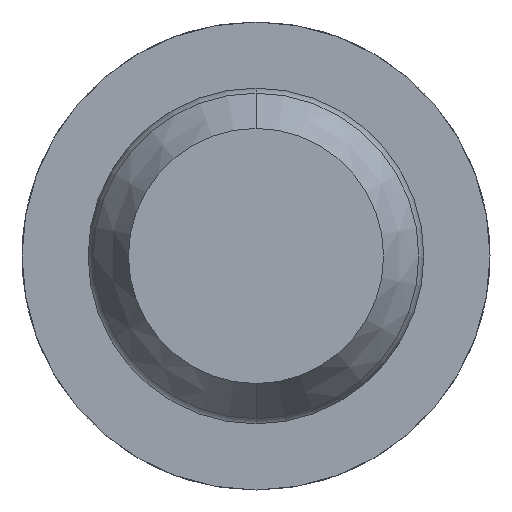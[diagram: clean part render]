
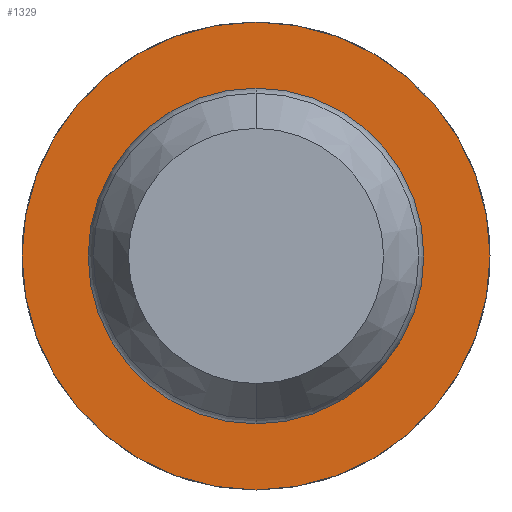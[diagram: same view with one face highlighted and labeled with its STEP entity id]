
A CAD part, front view. The second image highlights one B-rep face of the part: STEP entity #1329.
In plain terms, the highlighted planar face has unit normal (0, -1, 0).
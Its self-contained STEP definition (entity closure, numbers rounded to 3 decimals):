
#165 = CARTESIAN_POINT ( 'NONE',  ( 0., -10., 0. ) ) ;
#194 = AXIS2_PLACEMENT_3D ( 'NONE', #165, #856, #1278 ) ;
#317 = CARTESIAN_POINT ( 'NONE',  ( 0., -10., 0.825 ) ) ;
#438 = ORIENTED_EDGE ( 'NONE', *, *, #4039, .T. ) ;
#491 = CIRCLE ( 'NONE', #2231, 0.825 ) ;
#566 = VERTEX_POINT ( 'NONE', #4148 ) ;
#603 = FACE_OUTER_BOUND ( 'NONE', #1868, .T. ) ;
#617 = CARTESIAN_POINT ( 'NONE',  ( 0., -10., -1.15 ) ) ;
#746 = DIRECTION ( 'NONE',  ( 0., 0., 1. ) ) ;
#789 = DIRECTION ( 'NONE',  ( 0., 1., 0. ) ) ;
#856 = DIRECTION ( 'NONE',  ( 0., 1., 0. ) ) ;
#1102 = CARTESIAN_POINT ( 'NONE',  ( 0., -10., 0. ) ) ;
#1255 = PLANE ( 'NONE',  #2648 ) ;
#1272 = AXIS2_PLACEMENT_3D ( 'NONE', #2153, #2497, #746 ) ;
#1278 = DIRECTION ( 'NONE',  ( 0., 0., 1. ) ) ;
#1329 = ADVANCED_FACE ( 'Defeature ausgef�hrt2_7', ( #603, #3169 ), #1255, .F. ) ;
#1830 = DIRECTION ( 'NONE',  ( 0., 0., 1. ) ) ;
#1868 = EDGE_LOOP ( 'NONE', ( #2996, #3244 ) ) ;
#1919 = CARTESIAN_POINT ( 'NONE',  ( 0., -10., 1.15 ) ) ;
#1978 = DIRECTION ( 'NONE',  ( 0., 1., 0. ) ) ;
#2153 = CARTESIAN_POINT ( 'NONE',  ( 0., -10., 0. ) ) ;
#2231 = AXIS2_PLACEMENT_3D ( 'NONE', #1102, #789, #1830 ) ;
#2267 = CARTESIAN_POINT ( 'NONE',  ( 1.15, -10., 0. ) ) ;
#2276 = DIRECTION ( 'NONE',  ( 0., 1., 0. ) ) ;
#2288 = DIRECTION ( 'NONE',  ( 0., 0., 1. ) ) ;
#2497 = DIRECTION ( 'NONE',  ( 0., 1., 0. ) ) ;
#2524 = VERTEX_POINT ( 'NONE', #617 ) ;
#2539 = CIRCLE ( 'NONE', #3072, 1.15 ) ;
#2648 = AXIS2_PLACEMENT_3D ( 'NONE', #2267, #1978, #2983 ) ;
#2759 = CIRCLE ( 'NONE', #194, 0.825 ) ;
#2971 = CARTESIAN_POINT ( 'NONE',  ( 0., -10., 0. ) ) ;
#2983 = DIRECTION ( 'NONE',  ( 0., 0., 1. ) ) ;
#2996 = ORIENTED_EDGE ( 'NONE', *, *, #4014, .F. ) ;
#3072 = AXIS2_PLACEMENT_3D ( 'NONE', #2971, #2276, #2288 ) ;
#3169 = FACE_BOUND ( 'NONE', #3850, .T. ) ;
#3244 = ORIENTED_EDGE ( 'NONE', *, *, #4260, .F. ) ;
#3488 = CIRCLE ( 'NONE', #1272, 1.15 ) ;
#3761 = ORIENTED_EDGE ( 'NONE', *, *, #4286, .T. ) ;
#3850 = EDGE_LOOP ( 'NONE', ( #438, #3761 ) ) ;
#4014 = EDGE_CURVE ( 'Defeature ausgef�hrt2_4+Defeature ausgef�hrt2_7+Defeature ausgef�hrt2_7+Defeature ausgef�hrt2_7', #4207, #2524, #3488, .T. ) ;
#4039 = EDGE_CURVE ( 'Defeature ausgef�hrt2_7+Defeature ausgef�hrt2_8+Defeature ausgef�hrt2_8+Defeature ausgef�hrt2_8', #4440, #566, #491, .T. ) ;
#4148 = CARTESIAN_POINT ( 'NONE',  ( 0., -10., -0.825 ) ) ;
#4207 = VERTEX_POINT ( 'NONE', #1919 ) ;
#4260 = EDGE_CURVE ( 'Defeature ausgef�hrt2_4+Defeature ausgef�hrt2_7+Defeature ausgef�hrt2_7+Defeature ausgef�hrt2_7', #2524, #4207, #2539, .T. ) ;
#4286 = EDGE_CURVE ( 'Defeature ausgef�hrt2_7+Defeature ausgef�hrt2_8+Defeature ausgef�hrt2_8+Defeature ausgef�hrt2_8', #566, #4440, #2759, .T. ) ;
#4440 = VERTEX_POINT ( 'NONE', #317 ) ;
